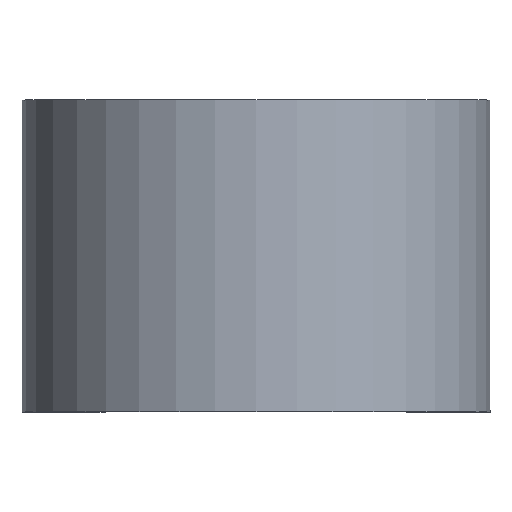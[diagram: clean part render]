
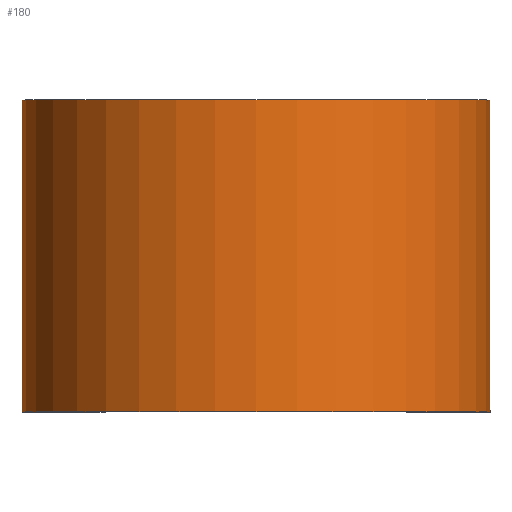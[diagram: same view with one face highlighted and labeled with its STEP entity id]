
A CAD part, top view. The second image highlights one B-rep face of the part: STEP entity #180.
In plain terms, the highlighted cylindrical face has radius 7.5 mm (diameter 15 mm), a partial arc.
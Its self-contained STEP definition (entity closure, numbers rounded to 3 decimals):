
#17=CIRCLE('',#195,7.5);
#18=CIRCLE('',#196,7.5);
#20=CYLINDRICAL_SURFACE('',#194,7.5);
#24=FACE_OUTER_BOUND('',#34,.T.);
#34=EDGE_LOOP('',(#133,#134,#135,#136));
#49=LINE('',#280,#69);
#50=LINE('',#283,#70);
#69=VECTOR('',#227,10.);
#70=VECTOR('',#230,10.);
#89=VERTEX_POINT('',#276);
#90=VERTEX_POINT('',#277);
#91=VERTEX_POINT('',#279);
#92=VERTEX_POINT('',#281);
#107=EDGE_CURVE('',#89,#90,#17,.T.);
#108=EDGE_CURVE('',#89,#91,#49,.T.);
#109=EDGE_CURVE('',#92,#91,#18,.T.);
#110=EDGE_CURVE('',#90,#92,#50,.T.);
#133=ORIENTED_EDGE('',*,*,#107,.F.);
#134=ORIENTED_EDGE('',*,*,#108,.T.);
#135=ORIENTED_EDGE('',*,*,#109,.F.);
#136=ORIENTED_EDGE('',*,*,#110,.F.);
#180=ADVANCED_FACE('',(#24),#20,.T.);
#194=AXIS2_PLACEMENT_3D('',#275,#223,#224);
#195=AXIS2_PLACEMENT_3D('',#278,#225,#226);
#196=AXIS2_PLACEMENT_3D('',#282,#228,#229);
#223=DIRECTION('center_axis',(0.,-1.,0.));
#224=DIRECTION('ref_axis',(-1.,0.,0.));
#225=DIRECTION('center_axis',(0.,-1.,0.));
#226=DIRECTION('ref_axis',(-1.,0.,0.));
#227=DIRECTION('',(0.,1.,0.));
#228=DIRECTION('center_axis',(0.,1.,0.));
#229=DIRECTION('ref_axis',(-1.,0.,0.));
#230=DIRECTION('',(0.,1.,0.));
#275=CARTESIAN_POINT('Origin',(54.206,86.,15.));
#276=CARTESIAN_POINT('',(61.706,76.,15.));
#277=CARTESIAN_POINT('',(46.706,76.,15.));
#278=CARTESIAN_POINT('Origin',(54.206,76.,15.));
#279=CARTESIAN_POINT('',(61.706,86.,15.));
#280=CARTESIAN_POINT('',(61.706,86.,15.));
#281=CARTESIAN_POINT('',(46.706,86.,15.));
#282=CARTESIAN_POINT('Origin',(54.206,86.,15.));
#283=CARTESIAN_POINT('',(46.706,86.,15.));
